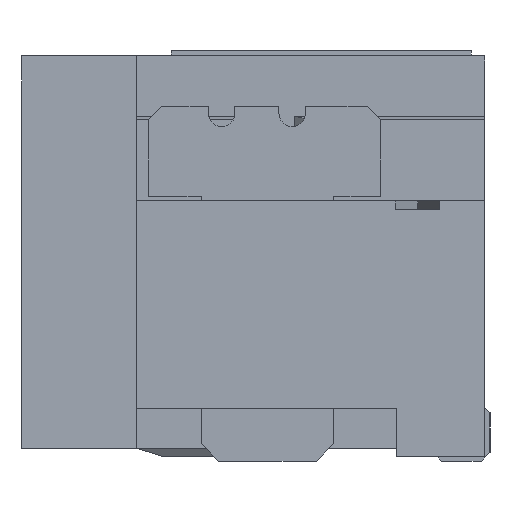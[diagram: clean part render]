
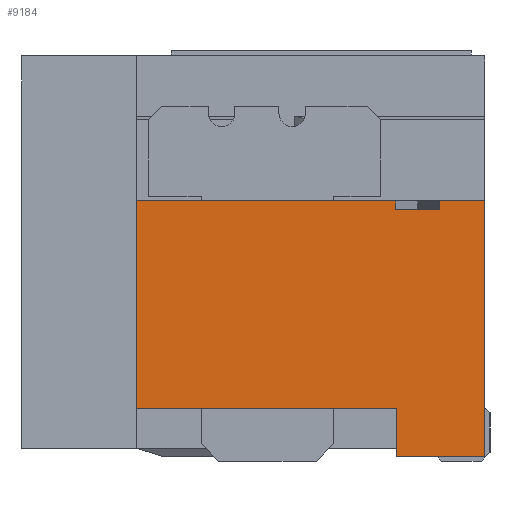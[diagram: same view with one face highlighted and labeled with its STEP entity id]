
A CAD part, left-side view. The second image highlights one B-rep face of the part: STEP entity #9184.
In plain terms, the highlighted planar face has unit normal (-1, 0, 0).
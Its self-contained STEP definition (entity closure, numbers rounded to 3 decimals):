
#1846=DIRECTION('',(0.,1.,0.));
#1847=VECTOR('',#1846,0.5);
#1848=CARTESIAN_POINT('',(-7.25,-2.11,0.53));
#1849=LINE('',#1848,#1847);
#1850=DIRECTION('',(0.,0.,-1.));
#1851=VECTOR('',#1850,0.1);
#1852=CARTESIAN_POINT('',(-7.25,-2.11,0.63));
#1853=LINE('',#1852,#1851);
#1854=DIRECTION('',(0.,-1.,0.));
#1855=VECTOR('',#1854,0.51);
#1856=CARTESIAN_POINT('',(-7.25,-2.11,0.63));
#1857=LINE('',#1856,#1855);
#1858=DIRECTION('',(0.,0.,1.));
#1859=VECTOR('',#1858,0.55);
#1860=CARTESIAN_POINT('',(-7.25,-1.62,-2.27));
#1861=LINE('',#1860,#1859);
#1862=DIRECTION('',(0.,-1.,0.));
#1863=VECTOR('',#1862,2.94);
#1864=CARTESIAN_POINT('',(-7.25,1.32,-1.72));
#1865=LINE('',#1864,#1863);
#1866=DIRECTION('',(0.,0.,1.));
#1867=VECTOR('',#1866,2.35);
#1868=CARTESIAN_POINT('',(-7.25,1.32,-1.72));
#1869=LINE('',#1868,#1867);
#1870=DIRECTION('',(0.,-1.,0.));
#1871=VECTOR('',#1870,2.93);
#1872=CARTESIAN_POINT('',(-7.25,1.32,0.63));
#1873=LINE('',#1872,#1871);
#1874=DIRECTION('',(0.,0.,-1.));
#1875=VECTOR('',#1874,0.1);
#1876=CARTESIAN_POINT('',(-7.25,-1.61,0.63));
#1877=LINE('',#1876,#1875);
#1998=DIRECTION('',(0.,0.,1.));
#1999=VECTOR('',#1998,2.9);
#2000=CARTESIAN_POINT('',(-7.25,-2.62,-2.27));
#2001=LINE('',#2000,#1999);
#2434=DIRECTION('',(0.,-1.,0.));
#2435=VECTOR('',#2434,1.);
#2436=CARTESIAN_POINT('',(-7.25,-1.62,-2.27));
#2437=LINE('',#2436,#2435);
#5527=CARTESIAN_POINT('',(-7.25,-2.62,-2.27));
#5528=CARTESIAN_POINT('',(-7.25,-2.62,0.63));
#5529=VERTEX_POINT('',#5527);
#5530=VERTEX_POINT('',#5528);
#5549=CARTESIAN_POINT('',(-7.25,1.32,0.63));
#5550=VERTEX_POINT('',#5549);
#5575=CARTESIAN_POINT('',(-7.25,-1.62,-2.27));
#5576=CARTESIAN_POINT('',(-7.25,-1.62,-1.72));
#5577=VERTEX_POINT('',#5575);
#5578=VERTEX_POINT('',#5576);
#5587=CARTESIAN_POINT('',(-7.25,1.32,-1.72));
#5588=VERTEX_POINT('',#5587);
#7115=CARTESIAN_POINT('',(-7.25,-2.11,0.53));
#7116=CARTESIAN_POINT('',(-7.25,-1.61,0.53));
#7117=VERTEX_POINT('',#7115);
#7118=VERTEX_POINT('',#7116);
#7119=CARTESIAN_POINT('',(-7.25,-2.11,0.63));
#7120=VERTEX_POINT('',#7119);
#7121=CARTESIAN_POINT('',(-7.25,-1.61,0.63));
#7122=VERTEX_POINT('',#7121);
#9160=CARTESIAN_POINT('',(-7.25,2.62,-2.27));
#9161=DIRECTION('',(-1.,0.,0.));
#9162=DIRECTION('',(0.,-1.,0.));
#9163=AXIS2_PLACEMENT_3D('',#9160,#9161,#9162);
#9164=PLANE('',#9163);
#9166=ORIENTED_EDGE('',*,*,#9165,.F.);
#9168=ORIENTED_EDGE('',*,*,#9167,.F.);
#9170=ORIENTED_EDGE('',*,*,#9169,.T.);
#9172=ORIENTED_EDGE('',*,*,#9171,.F.);
#9174=ORIENTED_EDGE('',*,*,#9173,.F.);
#9175=ORIENTED_EDGE('',*,*,#9131,.T.);
#9176=ORIENTED_EDGE('',*,*,#8776,.F.);
#9177=ORIENTED_EDGE('',*,*,#8915,.T.);
#9179=ORIENTED_EDGE('',*,*,#9178,.T.);
#9181=ORIENTED_EDGE('',*,*,#9180,.T.);
#9182=EDGE_LOOP('',(#9166,#9168,#9170,#9172,#9174,#9175,#9176,#9177,#9179,
#9181));
#9183=FACE_OUTER_BOUND('',#9182,.F.);
#9184=ADVANCED_FACE('',(#9183),#9164,.T.);
#8776=EDGE_CURVE('',#5588,#5578,#1865,.T.);
#8915=EDGE_CURVE('',#5588,#5550,#1869,.T.);
#9131=EDGE_CURVE('',#5577,#5578,#1861,.T.);
#9165=EDGE_CURVE('',#7117,#7118,#1849,.T.);
#9167=EDGE_CURVE('',#7120,#7117,#1853,.T.);
#9169=EDGE_CURVE('',#7120,#5530,#1857,.T.);
#9171=EDGE_CURVE('',#5529,#5530,#2001,.T.);
#9173=EDGE_CURVE('',#5577,#5529,#2437,.T.);
#9178=EDGE_CURVE('',#5550,#7122,#1873,.T.);
#9180=EDGE_CURVE('',#7122,#7118,#1877,.T.);
